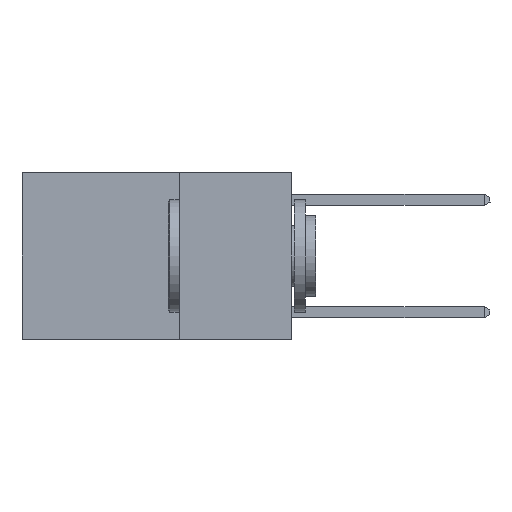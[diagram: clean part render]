
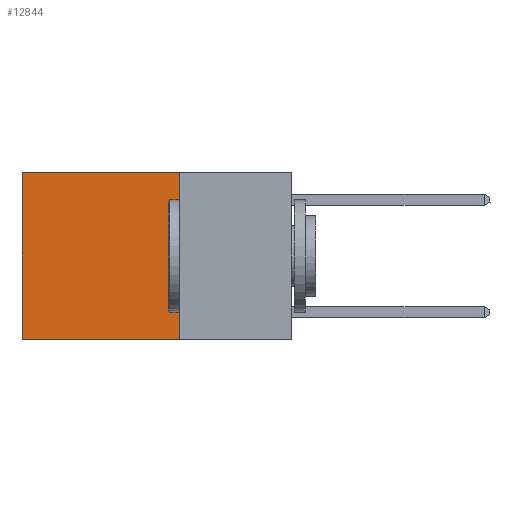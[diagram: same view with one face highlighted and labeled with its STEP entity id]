
A CAD part, left-side view. The second image highlights one B-rep face of the part: STEP entity #12844.
In plain terms, the highlighted planar face has unit normal (-1, 0, 0).
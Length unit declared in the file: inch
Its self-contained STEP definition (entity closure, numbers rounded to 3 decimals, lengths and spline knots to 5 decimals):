
#722 = EDGE_LOOP ( 'NONE', ( #11530, #5197, #21224, #30350 ) ) ;
#1403 = EDGE_CURVE ( 'NONE', #2890, #17989, #12395, .T. ) ;
#2208 = CARTESIAN_POINT ( 'NONE',  ( 0.2625, 0.25, 0. ) ) ;
#2554 = EDGE_CURVE ( 'NONE', #7941, #2890, #24043, .T. ) ;
#2890 = VERTEX_POINT ( 'NONE', #25317 ) ;
#2984 = EDGE_CURVE ( 'NONE', #7941, #19187, #17984, .T. ) ;
#3245 = VECTOR ( 'NONE', #17373, 39.37008 ) ;
#3520 = CARTESIAN_POINT ( 'NONE',  ( 0.2625, 0.25, 0. ) ) ;
#4419 = DIRECTION ( 'NONE',  ( 1., 0., 0. ) ) ;
#5197 = ORIENTED_EDGE ( 'NONE', *, *, #26511, .F. ) ;
#7374 = DIRECTION ( 'NONE',  ( 0., 1., 0. ) ) ;
#7941 = VERTEX_POINT ( 'NONE', #14597 ) ;
#10591 = AXIS2_PLACEMENT_3D ( 'NONE', #2208, #4419, #14173 ) ;
#10657 = CARTESIAN_POINT ( 'NONE',  ( 0.2625, 0.6, -0.37 ) ) ;
#10760 = DIRECTION ( 'NONE',  ( 0., 0., -1. ) ) ;
#11530 = ORIENTED_EDGE ( 'NONE', *, *, #1403, .T. ) ;
#12395 = LINE ( 'NONE', #27199, #24924 ) ;
#12844 = ADVANCED_FACE ( 'NONE', ( #16517 ), #26607, .F. ) ;
#13337 = VECTOR ( 'NONE', #10760, 39.37008 ) ;
#14173 = DIRECTION ( 'NONE',  ( 0., 0., -1. ) ) ;
#14597 = CARTESIAN_POINT ( 'NONE',  ( 0.2625, 0.25, 0. ) ) ;
#16517 = FACE_OUTER_BOUND ( 'NONE', #722, .T. ) ;
#17373 = DIRECTION ( 'NONE',  ( 0., 1., 0. ) ) ;
#17984 = LINE ( 'NONE', #3520, #13337 ) ;
#17989 = VERTEX_POINT ( 'NONE', #10657 ) ;
#19187 = VERTEX_POINT ( 'NONE', #24407 ) ;
#20084 = DIRECTION ( 'NONE',  ( 0., 0., -1. ) ) ;
#21224 = ORIENTED_EDGE ( 'NONE', *, *, #2984, .F. ) ;
#23893 = CARTESIAN_POINT ( 'NONE',  ( 0.2625, 0.25, 0. ) ) ;
#24043 = LINE ( 'NONE', #23893, #30836 ) ;
#24407 = CARTESIAN_POINT ( 'NONE',  ( 0.2625, 0.25, -0.37 ) ) ;
#24924 = VECTOR ( 'NONE', #20084, 39.37008 ) ;
#25317 = CARTESIAN_POINT ( 'NONE',  ( 0.2625, 0.6, 0. ) ) ;
#26511 = EDGE_CURVE ( 'NONE', #19187, #17989, #29074, .T. ) ;
#26607 = PLANE ( 'NONE',  #10591 ) ;
#27199 = CARTESIAN_POINT ( 'NONE',  ( 0.2625, 0.6, 0. ) ) ;
#28504 = CARTESIAN_POINT ( 'NONE',  ( 0.2625, 0.25, -0.37 ) ) ;
#29074 = LINE ( 'NONE', #28504, #3245 ) ;
#30350 = ORIENTED_EDGE ( 'NONE', *, *, #2554, .T. ) ;
#30836 = VECTOR ( 'NONE', #7374, 39.37008 ) ;
